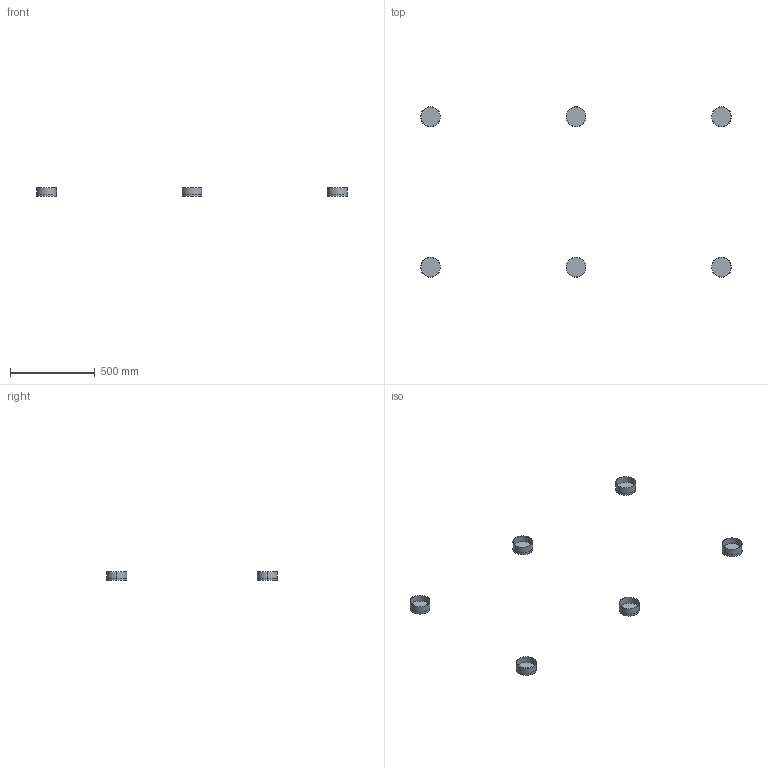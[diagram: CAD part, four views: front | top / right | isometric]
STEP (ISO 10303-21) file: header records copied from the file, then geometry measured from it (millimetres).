
FILE_DESCRIPTION (( 'STEP AP203' ), '1' );
FILE_NAME ('Looses.STEP', '2019-01-21T15:04:54', ( '' ), ( '' ), 'SwSTEP 2.0', 'SolidWorks 2017', '' );
FILE_SCHEMA (( 'CONFIG_CONTROL_DESIGN' ));
Length unit declared in the file: millimetre
Products named in the file (1): Looses
Bounding box: 1836.07 x 1006.07 x 53 mm (x, y, z)
Volume: 1027922.8 mm3; surface area: 335069.7 mm2
Topology: 6 solids, 6 shells, 42 faces, 72 edges, 48 vertices
Faces by surface type: cylinder 24, plane 18
Entity records: 1091 total; most frequent: DIRECTION 206, CARTESIAN_POINT 163, ORIENTED_EDGE 144, AXIS2_PLACEMENT_3D 91, EDGE_CURVE 72, CIRCLE 48, EDGE_LOOP 48, VERTEX_POINT 48
